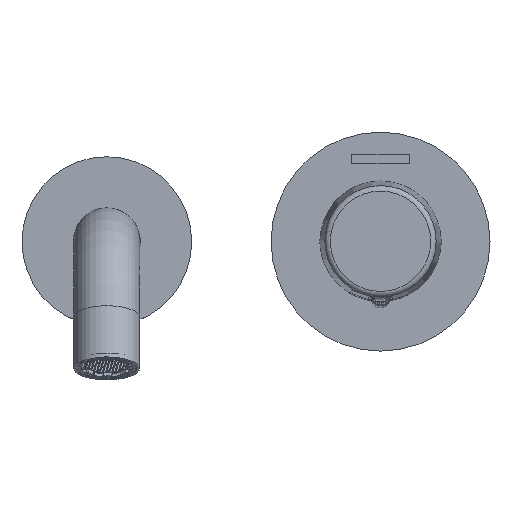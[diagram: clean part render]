
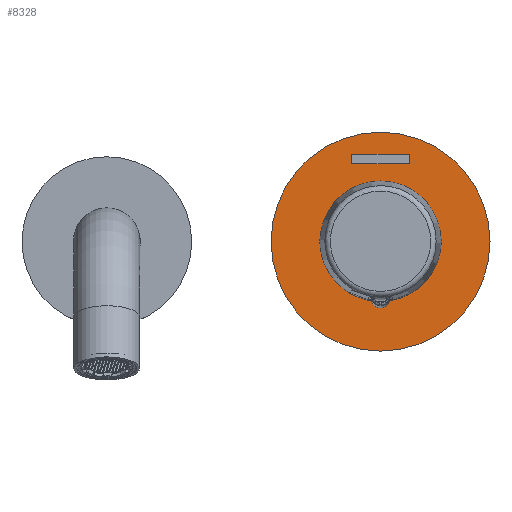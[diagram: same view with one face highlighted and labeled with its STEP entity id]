
A CAD part, top view. The second image highlights one B-rep face of the part: STEP entity #8328.
In plain terms, the highlighted planar face has unit normal (0, 0, 1).
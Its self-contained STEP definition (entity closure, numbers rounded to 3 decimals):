
#673 = VERTEX_POINT ( 'NONE', #25893 ) ;
#706 = VECTOR ( 'NONE', #1711, 1000. ) ;
#968 = ORIENTED_EDGE ( 'NONE', *, *, #24282, .T. ) ;
#1261 = DIRECTION ( 'NONE',  ( -1., 0., 0. ) ) ;
#1384 = DIRECTION ( 'NONE',  ( 0., 0., -1. ) ) ;
#1559 = CARTESIAN_POINT ( 'NONE',  ( -10.5, 0., 52. ) ) ;
#1624 = DIRECTION ( 'NONE',  ( 0., -1., 0. ) ) ;
#1711 = DIRECTION ( 'NONE',  ( 1., 0., 0. ) ) ;
#1802 = CIRCLE ( 'NONE', #11118, 21.25 ) ;
#2330 = CARTESIAN_POINT ( 'NONE',  ( -40., 0., 52. ) ) ;
#2942 = LINE ( 'NONE', #29505, #15365 ) ;
#3719 = CARTESIAN_POINT ( 'NONE',  ( -10.5, 28.4, 52. ) ) ;
#3777 = PLANE ( 'NONE',  #19106 ) ;
#7608 = EDGE_LOOP ( 'NONE', ( #968, #12370, #15259, #21784 ) ) ;
#7639 = FACE_BOUND ( 'NONE', #7608, .T. ) ;
#7647 = EDGE_LOOP ( 'NONE', ( #26385 ) ) ;
#8221 = VERTEX_POINT ( 'NONE', #12511 ) ;
#8328 = ADVANCED_FACE ( 'NONE', ( #7639, #29437, #20980 ), #3777, .F. ) ;
#10959 = EDGE_CURVE ( 'NONE', #33353, #673, #19529, .T. ) ;
#11114 = VECTOR ( 'NONE', #23704, 1000. ) ;
#11118 = AXIS2_PLACEMENT_3D ( 'NONE', #27552, #18812, #16441 ) ;
#11484 = LINE ( 'NONE', #32813, #706 ) ;
#12370 = ORIENTED_EDGE ( 'NONE', *, *, #10959, .T. ) ;
#12511 = CARTESIAN_POINT ( 'NONE',  ( 10.5, 28.4, 52. ) ) ;
#13263 = DIRECTION ( 'NONE',  ( 0., 0., -1. ) ) ;
#14266 = EDGE_CURVE ( 'NONE', #23962, #23962, #1802, .T. ) ;
#14769 = EDGE_CURVE ( 'NONE', #24858, #24858, #18334, .T. ) ;
#15259 = ORIENTED_EDGE ( 'NONE', *, *, #27825, .T. ) ;
#15365 = VECTOR ( 'NONE', #29155, 1000. ) ;
#16441 = DIRECTION ( 'NONE',  ( 1., 0., 0. ) ) ;
#17834 = CARTESIAN_POINT ( 'NONE',  ( 10.5, 32., 52. ) ) ;
#18334 = CIRCLE ( 'NONE', #32059, 40. ) ;
#18657 = CARTESIAN_POINT ( 'NONE',  ( 10.5, 0., 52. ) ) ;
#18812 = DIRECTION ( 'NONE',  ( 0., 0., 1. ) ) ;
#18815 = DIRECTION ( 'NONE',  ( -1., 0., 0. ) ) ;
#19106 = AXIS2_PLACEMENT_3D ( 'NONE', #30015, #13263, #18815 ) ;
#19529 = LINE ( 'NONE', #1559, #11114 ) ;
#20256 = EDGE_LOOP ( 'NONE', ( #36082 ) ) ;
#20980 = FACE_OUTER_BOUND ( 'NONE', #7647, .T. ) ;
#21366 = CARTESIAN_POINT ( 'NONE',  ( 21.25, 0., 52. ) ) ;
#21784 = ORIENTED_EDGE ( 'NONE', *, *, #33654, .T. ) ;
#22360 = VECTOR ( 'NONE', #1624, 1000. ) ;
#23704 = DIRECTION ( 'NONE',  ( 0., 1., 0. ) ) ;
#23962 = VERTEX_POINT ( 'NONE', #21366 ) ;
#24282 = EDGE_CURVE ( 'NONE', #8221, #33353, #2942, .T. ) ;
#24858 = VERTEX_POINT ( 'NONE', #2330 ) ;
#25893 = CARTESIAN_POINT ( 'NONE',  ( -10.5, 32., 52. ) ) ;
#26385 = ORIENTED_EDGE ( 'NONE', *, *, #14769, .F. ) ;
#27552 = CARTESIAN_POINT ( 'NONE',  ( 0., 0., 52. ) ) ;
#27825 = EDGE_CURVE ( 'NONE', #673, #30758, #11484, .T. ) ;
#29155 = DIRECTION ( 'NONE',  ( -1., 0., 0. ) ) ;
#29437 = FACE_BOUND ( 'NONE', #20256, .T. ) ;
#29505 = CARTESIAN_POINT ( 'NONE',  ( 0., 28.4, 52. ) ) ;
#29909 = LINE ( 'NONE', #18657, #22360 ) ;
#30015 = CARTESIAN_POINT ( 'NONE',  ( 0., 0., 52. ) ) ;
#30734 = CARTESIAN_POINT ( 'NONE',  ( 0., 0., 52. ) ) ;
#30758 = VERTEX_POINT ( 'NONE', #17834 ) ;
#32059 = AXIS2_PLACEMENT_3D ( 'NONE', #30734, #1384, #1261 ) ;
#32813 = CARTESIAN_POINT ( 'NONE',  ( 0., 32., 52. ) ) ;
#33353 = VERTEX_POINT ( 'NONE', #3719 ) ;
#33654 = EDGE_CURVE ( 'NONE', #30758, #8221, #29909, .T. ) ;
#36082 = ORIENTED_EDGE ( 'NONE', *, *, #14266, .F. ) ;
